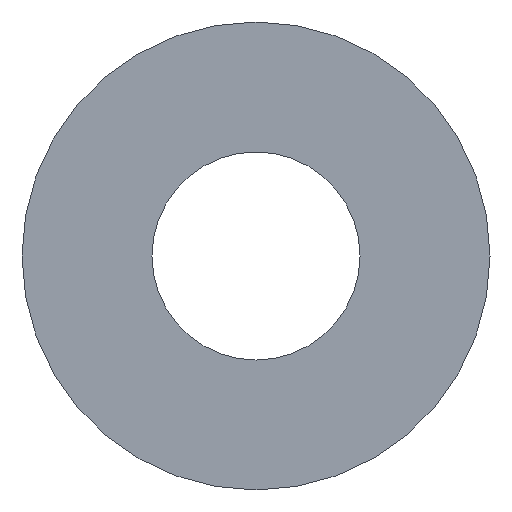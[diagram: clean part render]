
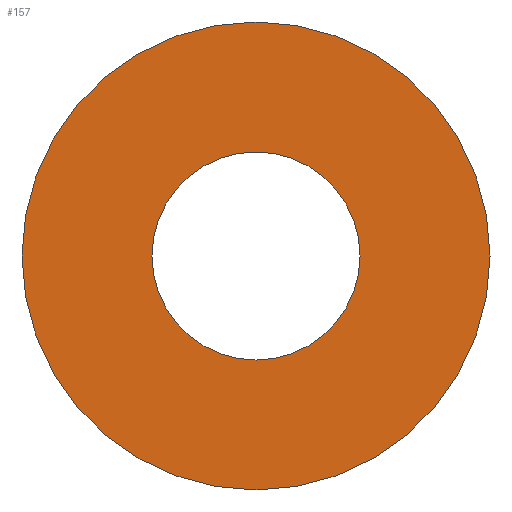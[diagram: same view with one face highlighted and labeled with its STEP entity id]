
A CAD part, front view. The second image highlights one B-rep face of the part: STEP entity #157.
In plain terms, the highlighted planar face has unit normal (0, -1, 0).
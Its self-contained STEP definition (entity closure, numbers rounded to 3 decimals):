
#18=FACE_BOUND('',#45,.T.);
#24=PLANE('',#187);
#31=FACE_OUTER_BOUND('',#44,.T.);
#44=EDGE_LOOP('',(#119));
#45=EDGE_LOOP('',(#120));
#71=CIRCLE('',#183,3.6);
#74=CIRCLE('',#188,1.6);
#83=VERTEX_POINT('',#264);
#86=VERTEX_POINT('',#273);
#95=EDGE_CURVE('',#83,#83,#71,.T.);
#99=EDGE_CURVE('',#86,#86,#74,.T.);
#119=ORIENTED_EDGE('',*,*,#95,.T.);
#120=ORIENTED_EDGE('',*,*,#99,.T.);
#157=ADVANCED_FACE('',(#31,#18),#24,.F.);
#183=AXIS2_PLACEMENT_3D('',#265,#210,#211);
#187=AXIS2_PLACEMENT_3D('',#272,#219,#220);
#188=AXIS2_PLACEMENT_3D('',#274,#221,#222);
#210=DIRECTION('center_axis',(0.,-1.,0.));
#211=DIRECTION('ref_axis',(1.,0.,0.));
#219=DIRECTION('center_axis',(0.,1.,0.));
#220=DIRECTION('ref_axis',(0.,0.,1.));
#221=DIRECTION('center_axis',(0.,1.,0.));
#222=DIRECTION('ref_axis',(-1.,0.,0.));
#264=CARTESIAN_POINT('',(21.383,1.6,-29.009));
#265=CARTESIAN_POINT('Origin',(24.983,1.6,-29.009));
#272=CARTESIAN_POINT('Origin',(24.983,1.6,-29.009));
#273=CARTESIAN_POINT('',(26.583,1.6,-29.009));
#274=CARTESIAN_POINT('Origin',(24.983,1.6,-29.009));
